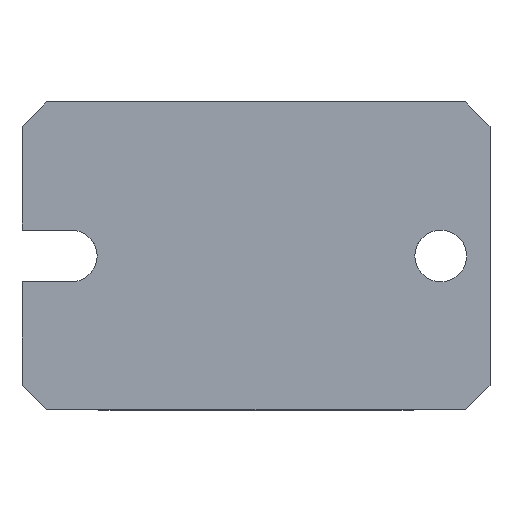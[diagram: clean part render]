
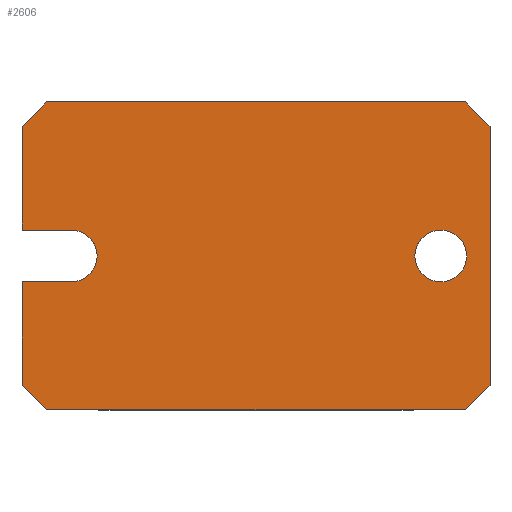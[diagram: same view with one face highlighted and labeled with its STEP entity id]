
A CAD part, top view. The second image highlights one B-rep face of the part: STEP entity #2606.
In plain terms, the highlighted planar face has unit normal (0, 0, 1).
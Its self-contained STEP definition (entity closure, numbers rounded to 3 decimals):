
#16=FACE_BOUND($,#281,.T.);
#52=CIRCLE($,#2761,2.1);
#53=CIRCLE($,#2774,2.1);
#132=FACE_OUTER_BOUND($,#280,.T.);
#280=EDGE_LOOP($,(#1852,#1853,#1854,#1855,#1856,#1857,#1858,#1859,#1860,
#1861,#1862,#1863));
#281=EDGE_LOOP($,(#1864));
#462=LINE($,#3729,#796);
#466=LINE($,#3737,#800);
#469=LINE($,#3743,#803);
#472=LINE($,#3749,#806);
#475=LINE($,#3755,#809);
#478=LINE($,#3761,#812);
#481=LINE($,#3767,#815);
#484=LINE($,#3773,#818);
#487=LINE($,#3779,#821);
#490=LINE($,#3785,#824);
#493=LINE($,#3791,#827);
#796=VECTOR($,#3018,4.);
#800=VECTOR($,#3024,8.4);
#803=VECTOR($,#3029,2.828);
#806=VECTOR($,#3034,34.);
#809=VECTOR($,#3039,2.828);
#812=VECTOR($,#3044,21.);
#815=VECTOR($,#3049,2.828);
#818=VECTOR($,#3054,34.);
#821=VECTOR($,#3059,2.828);
#824=VECTOR($,#3064,8.4);
#827=VECTOR($,#3069,4.);
#1119=VERTEX_POINT($,#3724);
#1120=VERTEX_POINT($,#3727);
#1121=VERTEX_POINT($,#3728);
#1124=VERTEX_POINT($,#3736);
#1126=VERTEX_POINT($,#3742);
#1128=VERTEX_POINT($,#3748);
#1130=VERTEX_POINT($,#3754);
#1132=VERTEX_POINT($,#3760);
#1134=VERTEX_POINT($,#3766);
#1136=VERTEX_POINT($,#3772);
#1138=VERTEX_POINT($,#3778);
#1140=VERTEX_POINT($,#3784);
#1142=VERTEX_POINT($,#3790);
#1385=EDGE_CURVE($,#1119,#1119,#52,.T.);
#1386=EDGE_CURVE($,#1120,#1121,#462,.T.);
#1390=EDGE_CURVE($,#1121,#1124,#466,.T.);
#1393=EDGE_CURVE($,#1124,#1126,#469,.T.);
#1396=EDGE_CURVE($,#1126,#1128,#472,.T.);
#1399=EDGE_CURVE($,#1128,#1130,#475,.T.);
#1402=EDGE_CURVE($,#1130,#1132,#478,.T.);
#1405=EDGE_CURVE($,#1132,#1134,#481,.T.);
#1408=EDGE_CURVE($,#1134,#1136,#484,.T.);
#1411=EDGE_CURVE($,#1136,#1138,#487,.T.);
#1414=EDGE_CURVE($,#1138,#1140,#490,.T.);
#1417=EDGE_CURVE($,#1140,#1142,#493,.T.);
#1420=EDGE_CURVE($,#1142,#1120,#53,.T.);
#1852=ORIENTED_EDGE($,*,*,#1420,.T.);
#1853=ORIENTED_EDGE($,*,*,#1386,.T.);
#1854=ORIENTED_EDGE($,*,*,#1390,.T.);
#1855=ORIENTED_EDGE($,*,*,#1393,.T.);
#1856=ORIENTED_EDGE($,*,*,#1396,.T.);
#1857=ORIENTED_EDGE($,*,*,#1399,.T.);
#1858=ORIENTED_EDGE($,*,*,#1402,.T.);
#1859=ORIENTED_EDGE($,*,*,#1405,.T.);
#1860=ORIENTED_EDGE($,*,*,#1408,.T.);
#1861=ORIENTED_EDGE($,*,*,#1411,.T.);
#1862=ORIENTED_EDGE($,*,*,#1414,.T.);
#1863=ORIENTED_EDGE($,*,*,#1417,.T.);
#1864=ORIENTED_EDGE($,*,*,#1385,.T.);
#2473=PLANE($,#2776);
#2606=ADVANCED_FACE($,(#132,#16),#2473,.F.);
#2761=AXIS2_PLACEMENT_3D($,#3725,#3014,#3015);
#2774=AXIS2_PLACEMENT_3D($,#3796,#3074,#3075);
#2776=AXIS2_PLACEMENT_3D($,#3798,#3078,#3079);
#3014=DIRECTION('center_axis',(0.,0.,-1.));
#3015=DIRECTION('ref_axis',(-1.,0.,0.));
#3018=DIRECTION($,(-1.,0.,0.));
#3024=DIRECTION($,(0.,-1.,0.));
#3029=DIRECTION($,(0.707,-0.707,0.));
#3034=DIRECTION($,(1.,0.,0.));
#3039=DIRECTION($,(0.707,0.707,0.));
#3044=DIRECTION($,(0.,1.,0.));
#3049=DIRECTION($,(-0.707,0.707,0.));
#3054=DIRECTION($,(-1.,0.,0.));
#3059=DIRECTION($,(-0.707,-0.707,0.));
#3064=DIRECTION($,(0.,-1.,0.));
#3069=DIRECTION($,(1.,0.,0.));
#3074=DIRECTION('center_axis',(0.,0.,-1.));
#3075=DIRECTION('ref_axis',(0.,1.,0.));
#3078=DIRECTION('center_axis',(0.,0.,-1.));
#3079=DIRECTION('ref_axis',(1.,0.,0.));
#3724=CARTESIAN_POINT('',(17.1,0.,12.6));
#3725=CARTESIAN_POINT('Origin',(15.,0.,12.6));
#3727=CARTESIAN_POINT('',(-15.,-2.1,12.6));
#3728=CARTESIAN_POINT('',(-19.,-2.1,12.6));
#3729=CARTESIAN_POINT($,(-15.,-2.1,12.6));
#3736=CARTESIAN_POINT('',(-19.,-10.5,12.6));
#3737=CARTESIAN_POINT($,(-19.,-2.1,12.6));
#3742=CARTESIAN_POINT('',(-17.,-12.5,12.6));
#3743=CARTESIAN_POINT($,(-19.,-10.5,12.6));
#3748=CARTESIAN_POINT('',(17.,-12.5,12.6));
#3749=CARTESIAN_POINT($,(-17.,-12.5,12.6));
#3754=CARTESIAN_POINT('',(19.,-10.5,12.6));
#3755=CARTESIAN_POINT($,(17.,-12.5,12.6));
#3760=CARTESIAN_POINT('',(19.,10.5,12.6));
#3761=CARTESIAN_POINT($,(19.,-10.5,12.6));
#3766=CARTESIAN_POINT('',(17.,12.5,12.6));
#3767=CARTESIAN_POINT($,(19.,10.5,12.6));
#3772=CARTESIAN_POINT('',(-17.,12.5,12.6));
#3773=CARTESIAN_POINT($,(17.,12.5,12.6));
#3778=CARTESIAN_POINT('',(-19.,10.5,12.6));
#3779=CARTESIAN_POINT($,(-17.,12.5,12.6));
#3784=CARTESIAN_POINT('',(-19.,2.1,12.6));
#3785=CARTESIAN_POINT($,(-19.,10.5,12.6));
#3790=CARTESIAN_POINT('',(-15.,2.1,12.6));
#3791=CARTESIAN_POINT($,(-19.,2.1,12.6));
#3796=CARTESIAN_POINT('Origin',(-15.,0.,12.6));
#3798=CARTESIAN_POINT('Origin',(-0.952,0.,
12.6));
